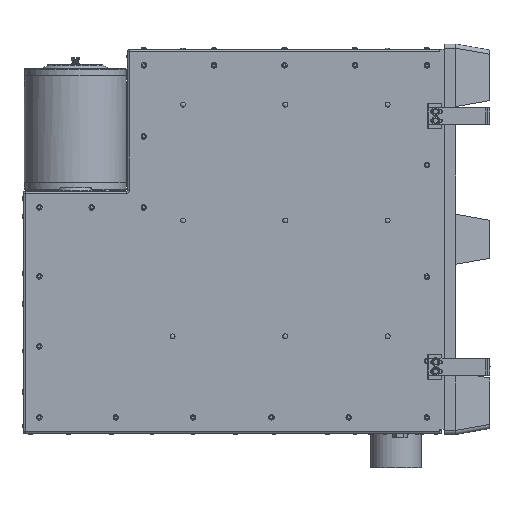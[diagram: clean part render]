
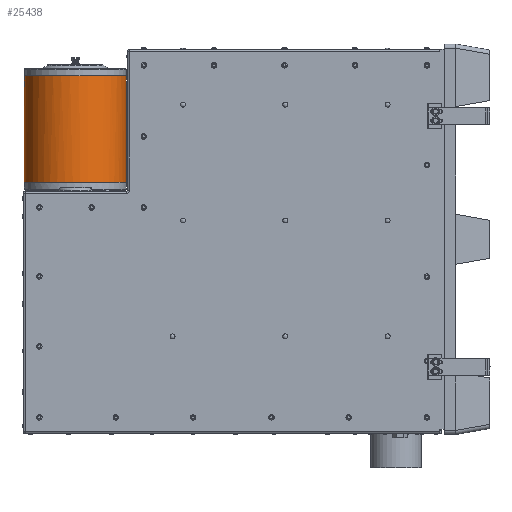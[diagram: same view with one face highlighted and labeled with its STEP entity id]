
A CAD part, left-side view. The second image highlights one B-rep face of the part: STEP entity #25438.
In plain terms, the highlighted cylindrical face has radius 155.448 mm (diameter 310.896 mm), a full revolution.
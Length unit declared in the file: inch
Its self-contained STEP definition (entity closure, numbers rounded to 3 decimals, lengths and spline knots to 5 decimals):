
#5856=FACE_BOUND('',#8749,.T.);
#6851=FACE_OUTER_BOUND('',#8748,.T.);
#8748=EDGE_LOOP('',(#19695));
#8749=EDGE_LOOP('',(#19696));
#10823=CIRCLE('',#27639,6.12);
#10824=CIRCLE('',#27640,6.12);
#12275=VERTEX_POINT('',#70650);
#12276=VERTEX_POINT('',#70652);
#15034=EDGE_CURVE('',#12275,#12275,#10823,.T.);
#15035=EDGE_CURVE('',#12276,#12276,#10824,.T.);
#19695=ORIENTED_EDGE('',*,*,#15034,.F.);
#19696=ORIENTED_EDGE('',*,*,#15035,.F.);
#24686=CYLINDRICAL_SURFACE('',#27638,6.12);
#25438=ADVANCED_FACE('',(#6851,#5856),#24686,.T.);
#27638=AXIS2_PLACEMENT_3D('',#70649,#31877,#31878);
#27639=AXIS2_PLACEMENT_3D('',#70651,#31879,#31880);
#27640=AXIS2_PLACEMENT_3D('',#70653,#31881,#31882);
#31877=DIRECTION('center_axis',(0.,0.,
1.));
#31878=DIRECTION('ref_axis',(-0.588,-0.809,0.));
#31879=DIRECTION('center_axis',(0.,0.,
1.));
#31880=DIRECTION('ref_axis',(-0.588,-0.809,0.));
#31881=DIRECTION('center_axis',(0.,0.,
-1.));
#31882=DIRECTION('ref_axis',(-0.588,-0.809,0.));
#70649=CARTESIAN_POINT('Origin',(-8.0625,43.625,29.548));
#70650=CARTESIAN_POINT('',(-4.46552,48.57638,42.298));
#70651=CARTESIAN_POINT('Origin',(-8.0625,43.625,42.298));
#70652=CARTESIAN_POINT('',(-4.46552,48.57638,29.548));
#70653=CARTESIAN_POINT('Origin',(-8.0625,43.625,29.548));
